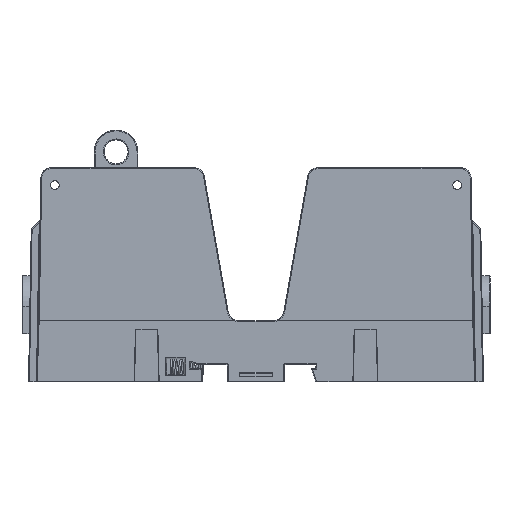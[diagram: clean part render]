
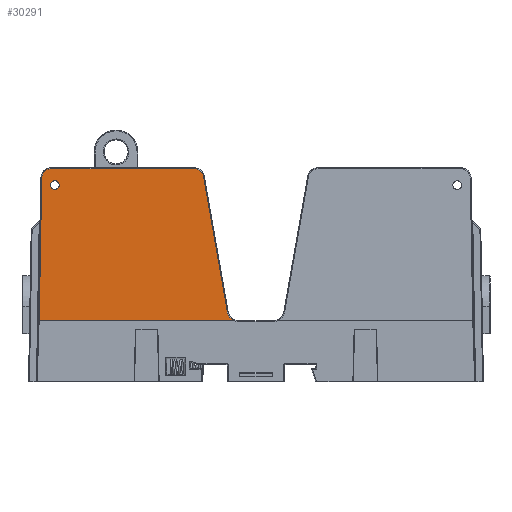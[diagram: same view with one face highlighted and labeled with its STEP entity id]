
A CAD part, front view. The second image highlights one B-rep face of the part: STEP entity #30291.
In plain terms, the highlighted planar face has unit normal (0, -1, 0.009).
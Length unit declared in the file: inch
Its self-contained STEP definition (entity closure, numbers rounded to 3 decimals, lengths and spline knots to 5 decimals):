
#87 = ORIENTED_EDGE ( 'NONE', *, *, #506, .T. ) ;
#506 = EDGE_CURVE ( 'NONE', #10263, #8767, #31079, .T. ) ;
#563 = CARTESIAN_POINT ( 'NONE',  ( -0.32806, -0.94911, 0.80164 ) ) ;
#766 = CARTESIAN_POINT ( 'NONE',  ( -0.24604, -0.95, 0.7 ) ) ;
#1011 = CARTESIAN_POINT ( 'NONE',  ( -0.246, -0.95, 0.70002 ) ) ;
#1203 = FACE_OUTER_BOUND ( 'NONE', #9107, .T. ) ;
#1241 = CARTESIAN_POINT ( 'NONE',  ( -2.4, -0.93691, 2.2 ) ) ;
#1284 = CARTESIAN_POINT ( 'NONE',  ( -0.2461, -0.95, 0.7 ) ) ;
#2170 = CARTESIAN_POINT ( 'NONE',  ( -2.48778, -0.95, 0.7 ) ) ;
#2757 = CARTESIAN_POINT ( 'NONE',  ( -2.5, -0.95, 0.7 ) ) ;
#2810 = VERTEX_POINT ( 'NONE', #44938 ) ;
#2902 = VERTEX_POINT ( 'NONE', #37813 ) ;
#3197 = CARTESIAN_POINT ( 'NONE',  ( -0.71346, -0.93481, 2.44009 ) ) ;
#3957 = DIRECTION ( 'NONE',  ( -1., 0., 0. ) ) ;
#4442 = CARTESIAN_POINT ( 'NONE',  ( -0.24602, -0.95, 0.70001 ) ) ;
#5163 = CARTESIAN_POINT ( 'NONE',  ( -2.47778, -0.95, 0.7 ) ) ;
#6228 = EDGE_CURVE ( 'NONE', #11463, #46016, #43536, .T. ) ;
#8171 = LINE ( 'NONE', #16590, #8992 ) ;
#8767 = VERTEX_POINT ( 'NONE', #38230 ) ;
#8788 = EDGE_CURVE ( 'NONE', #20041, #2810, #27063, .T. ) ;
#8992 = VECTOR ( 'NONE', #3957, 39.37008 ) ;
#9107 = EDGE_LOOP ( 'NONE', ( #25117, #26832, #28529, #35204, #31997, #12965, #87, #43154 ) ) ;
#10263 = VERTEX_POINT ( 'NONE', #28200 ) ;
#10702 = B_SPLINE_CURVE_WITH_KNOTS ( 'NONE', 3,
 ( #1284, #44724, #13388, #36827, #766, #12352, #4442, #20512, #40785, #1011, #12861, #24192, #24450, #28399, #16816, #21286 ),
 .UNSPECIFIED., .F., .F.,
 ( 4, 3, 3, 3, 3, 4 ),
 ( 0., 0., 0., 0., 0., 0. ),
 .UNSPECIFIED. ) ;
#11205 = EDGE_CURVE ( 'NONE', #45226, #37613, #30402, .T. ) ;
#11463 = VERTEX_POINT ( 'NONE', #43821 ) ;
#12352 = CARTESIAN_POINT ( 'NONE',  ( -0.24603, -0.95, 0.70001 ) ) ;
#12861 = CARTESIAN_POINT ( 'NONE',  ( -0.24599, -0.95, 0.70002 ) ) ;
#12952 = LINE ( 'NONE', #29006, #23387 ) ;
#12965 = ORIENTED_EDGE ( 'NONE', *, *, #15080, .T. ) ;
#13388 = CARTESIAN_POINT ( 'NONE',  ( -0.24607, -0.95, 0.7 ) ) ;
#13670 = ORIENTED_EDGE ( 'NONE', *, *, #8788, .T. ) ;
#14033 = CARTESIAN_POINT ( 'NONE',  ( -2.3344, -0.93481, 2.44009 ) ) ;
#14254 = CARTESIAN_POINT ( 'NONE',  ( -2.2, -0.93691, 2.2 ) ) ;
#15080 = EDGE_CURVE ( 'NONE', #46016, #10263, #8171, .T. ) ;
#16579 = CARTESIAN_POINT ( 'NONE',  ( -2.47778, -0.95, 0.69983 ) ) ;
#16590 = CARTESIAN_POINT ( 'NONE',  ( -2.3344, -0.93481, 2.44009 ) ) ;
#16740 = EDGE_CURVE ( 'NONE', #46457, #2902, #47810, .T. ) ;
#16816 = CARTESIAN_POINT ( 'NONE',  ( -0.24598, -0.95, 0.70003 ) ) ;
#17121 = EDGE_CURVE ( 'NONE', #37613, #46457, #10702, .T. ) ;
#18226 = DIRECTION ( 'NONE',  ( 0., -1., 0.009 ) ) ;
#18416 = CARTESIAN_POINT ( 'NONE',  ( -0.2461, -0.95, 0.7 ) ) ;
#20041 = VERTEX_POINT ( 'NONE', #33541 ) ;
#20480 = EDGE_CURVE ( 'NONE', #2902, #11463, #12952, .T. ) ;
#20512 = CARTESIAN_POINT ( 'NONE',  ( -0.24601, -0.95, 0.70001 ) ) ;
#21286 = CARTESIAN_POINT ( 'NONE',  ( -0.24598, -0.95, 0.70004 ) ) ;
#22166 = FACE_BOUND ( 'NONE', #49613, .T. ) ;
#23387 = VECTOR ( 'NONE', #41650, 39.37008 ) ;
#24192 = CARTESIAN_POINT ( 'NONE',  ( -0.24599, -0.95, 0.70003 ) ) ;
#24450 = CARTESIAN_POINT ( 'NONE',  ( -0.24598, -0.95, 0.70003 ) ) ;
#25117 = ORIENTED_EDGE ( 'NONE', *, *, #11205, .T. ) ;
#26832 = ORIENTED_EDGE ( 'NONE', *, *, #17121, .T. ) ;
#26849 = CARTESIAN_POINT ( 'NONE',  ( -0.24598, -0.95, 0.70004 ) ) ;
#27063 =( BOUNDED_CURVE ( )  B_SPLINE_CURVE ( 3, ( #46124, #34269, #14254, #27144 ),
 .UNSPECIFIED., .F., .F. ) 
 B_SPLINE_CURVE_WITH_KNOTS ( ( 4, 4 ),
 ( 0., 3.14159 ),
 .UNSPECIFIED. ) 
 CURVE ( )  GEOMETRIC_REPRESENTATION_ITEM ( )  RATIONAL_B_SPLINE_CURVE ( ( 1., 0.333, 0.333, 1. ) ) 
 REPRESENTATION_ITEM ( '' )  );
#27144 = CARTESIAN_POINT ( 'NONE',  ( -2.3, -0.93691, 2.2 ) ) ;
#27969 = EDGE_CURVE ( 'NONE', #8767, #45226, #32104, .T. ) ;
#28200 = CARTESIAN_POINT ( 'NONE',  ( -2.3344, -0.93481, 2.44009 ) ) ;
#28399 = CARTESIAN_POINT ( 'NONE',  ( -0.24598, -0.95, 0.70003 ) ) ;
#28520 = EDGE_CURVE ( 'NONE', #2810, #20041, #34114, .T. ) ;
#28529 = ORIENTED_EDGE ( 'NONE', *, *, #16740, .T. ) ;
#29006 = CARTESIAN_POINT ( 'NONE',  ( -0.3758, -0.94675, 1.07237 ) ) ;
#30266 = CARTESIAN_POINT ( 'NONE',  ( -0.60021, -0.93564, 2.34506 ) ) ;
#30291 = ADVANCED_FACE ( 'NONE', ( #22166, #1203 ), #34523, .T. ) ;
#30402 = LINE ( 'NONE', #2757, #46426 ) ;
#31079 =( BOUNDED_CURVE ( )  B_SPLINE_CURVE ( 3, ( #14033, #49855, #33259, #49604 ),
 .UNSPECIFIED., .F., .F. ) 
 B_SPLINE_CURVE_WITH_KNOTS ( ( 4, 4 ),
 ( 3.14159, 4.69494 ),
 .UNSPECIFIED. ) 
 CURVE ( )  GEOMETRIC_REPRESENTATION_ITEM ( )  RATIONAL_B_SPLINE_CURVE ( ( 1., 0.809, 0.809, 1. ) ) 
 REPRESENTATION_ITEM ( '' )  );
#31997 = ORIENTED_EDGE ( 'NONE', *, *, #6228, .T. ) ;
#32104 = LINE ( 'NONE', #16579, #49435 ) ;
#32633 = DIRECTION ( 'NONE',  ( -0.017, -0.009, -1. ) ) ;
#32819 = CARTESIAN_POINT ( 'NONE',  ( -2.4, -0.93604, 2.3 ) ) ;
#33259 = CARTESIAN_POINT ( 'NONE',  ( -2.44822, -0.93522, 2.39352 ) ) ;
#33541 = CARTESIAN_POINT ( 'NONE',  ( -2.3, -0.93604, 2.3 ) ) ;
#34114 =( BOUNDED_CURVE ( )  B_SPLINE_CURVE ( 3, ( #37294, #1241, #32819, #48900 ),
 .UNSPECIFIED., .F., .F. ) 
 B_SPLINE_CURVE_WITH_KNOTS ( ( 4, 4 ),
 ( 3.14159, 6.28319 ),
 .UNSPECIFIED. ) 
 CURVE ( )  GEOMETRIC_REPRESENTATION_ITEM ( )  RATIONAL_B_SPLINE_CURVE ( ( 1., 0.333, 0.333, 1. ) ) 
 REPRESENTATION_ITEM ( '' )  );
#34269 = CARTESIAN_POINT ( 'NONE',  ( -2.2, -0.93604, 2.3 ) ) ;
#34273 = DIRECTION ( 'NONE',  ( 0., -0.009, -1. ) ) ;
#34523 = PLANE ( 'NONE',  #40933 ) ;
#35204 = ORIENTED_EDGE ( 'NONE', *, *, #20480, .T. ) ;
#36827 = CARTESIAN_POINT ( 'NONE',  ( -0.24606, -0.95, 0.7 ) ) ;
#36893 = CARTESIAN_POINT ( 'NONE',  ( -0.24598, -0.95, 0.70004 ) ) ;
#37294 = CARTESIAN_POINT ( 'NONE',  ( -2.3, -0.93691, 2.2 ) ) ;
#37613 = VERTEX_POINT ( 'NONE', #18416 ) ;
#37813 = CARTESIAN_POINT ( 'NONE',  ( -0.32806, -0.94911, 0.80164 ) ) ;
#38230 = CARTESIAN_POINT ( 'NONE',  ( -2.44938, -0.9358, 2.32709 ) ) ;
#40785 = CARTESIAN_POINT ( 'NONE',  ( -0.246, -0.95, 0.70001 ) ) ;
#40933 = AXIS2_PLACEMENT_3D ( 'NONE', #2170, #18226, #34273 ) ;
#41628 = CARTESIAN_POINT ( 'NONE',  ( -0.28997, -0.94984, 0.71793 ) ) ;
#41650 = DIRECTION ( 'NONE',  ( -0.174, 0.009, 0.985 ) ) ;
#42398 = CARTESIAN_POINT ( 'NONE',  ( -0.65507, -0.93481, 2.44009 ) ) ;
#42537 = DIRECTION ( 'NONE',  ( 1., 0., 0. ) ) ;
#43154 = ORIENTED_EDGE ( 'NONE', *, *, #27969, .T. ) ;
#43536 =( BOUNDED_CURVE ( )  B_SPLINE_CURVE ( 3, ( #30266, #47118, #42398, #46606 ),
 .UNSPECIFIED., .F., .F. ) 
 B_SPLINE_CURVE_WITH_KNOTS ( ( 4, 4 ),
 ( 1.74533, 3.14159 ),
 .UNSPECIFIED. ) 
 CURVE ( )  GEOMETRIC_REPRESENTATION_ITEM ( )  RATIONAL_B_SPLINE_CURVE ( ( 1., 0.844, 0.844, 1. ) ) 
 REPRESENTATION_ITEM ( '' )  );
#43821 = CARTESIAN_POINT ( 'NONE',  ( -0.60021, -0.93564, 2.34506 ) ) ;
#44724 = CARTESIAN_POINT ( 'NONE',  ( -0.24609, -0.95, 0.7 ) ) ;
#44938 = CARTESIAN_POINT ( 'NONE',  ( -2.3, -0.93691, 2.2 ) ) ;
#45226 = VERTEX_POINT ( 'NONE', #5163 ) ;
#45324 = CARTESIAN_POINT ( 'NONE',  ( -0.31981, -0.94952, 0.75488 ) ) ;
#46016 = VERTEX_POINT ( 'NONE', #3197 ) ;
#46124 = CARTESIAN_POINT ( 'NONE',  ( -2.3, -0.93604, 2.3 ) ) ;
#46393 = ORIENTED_EDGE ( 'NONE', *, *, #28520, .T. ) ;
#46426 = VECTOR ( 'NONE', #42537, 39.37008 ) ;
#46457 = VERTEX_POINT ( 'NONE', #26849 ) ;
#46606 = CARTESIAN_POINT ( 'NONE',  ( -0.71346, -0.93481, 2.44009 ) ) ;
#47118 = CARTESIAN_POINT ( 'NONE',  ( -0.61035, -0.93514, 2.40256 ) ) ;
#47810 =( BOUNDED_CURVE ( )  B_SPLINE_CURVE ( 3, ( #36893, #41628, #45324, #563 ),
 .UNSPECIFIED., .F., .F. ) 
 B_SPLINE_CURVE_WITH_KNOTS ( ( 4, 4 ),
 ( 0.38634, 1.39626 ),
 .UNSPECIFIED. ) 
 CURVE ( )  GEOMETRIC_REPRESENTATION_ITEM ( )  RATIONAL_B_SPLINE_CURVE ( ( 1., 0.917, 0.917, 1. ) ) 
 REPRESENTATION_ITEM ( '' )  );
#48900 = CARTESIAN_POINT ( 'NONE',  ( -2.3, -0.93604, 2.3 ) ) ;
#49435 = VECTOR ( 'NONE', #32633, 39.37008 ) ;
#49604 = CARTESIAN_POINT ( 'NONE',  ( -2.44938, -0.9358, 2.32709 ) ) ;
#49613 = EDGE_LOOP ( 'NONE', ( #13670, #46393 ) ) ;
#49855 = CARTESIAN_POINT ( 'NONE',  ( -2.40083, -0.93481, 2.44009 ) ) ;
